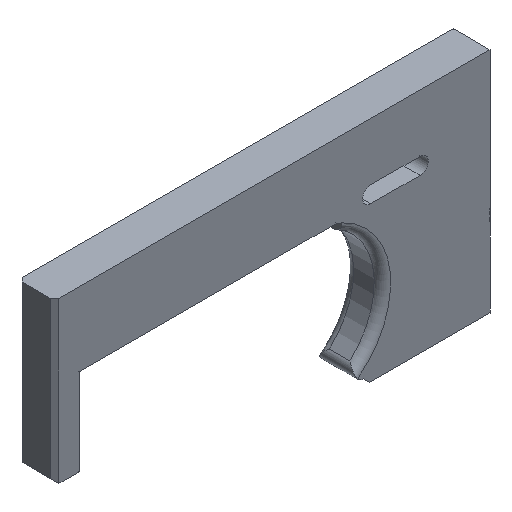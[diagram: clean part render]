
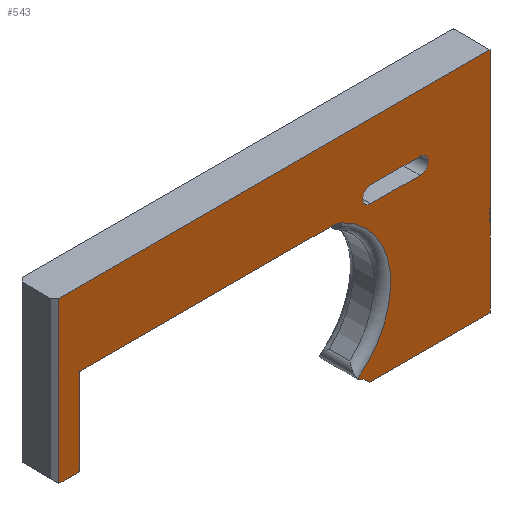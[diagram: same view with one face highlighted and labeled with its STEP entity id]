
A CAD part, isometric view. The second image highlights one B-rep face of the part: STEP entity #543.
In plain terms, the highlighted planar face has unit normal (0, -1, 0).
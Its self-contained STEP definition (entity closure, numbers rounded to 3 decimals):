
#29=FACE_BOUND('',#90,.T.);
#35=CIRCLE('',#595,20.434);
#36=CIRCLE('',#596,20.434);
#37=CIRCLE('',#597,2.);
#38=CIRCLE('',#598,2.);
#39=CIRCLE('',#599,2.);
#56=FACE_OUTER_BOUND('',#89,.T.);
#89=EDGE_LOOP('',(#409,#410,#411,#412,#413,#414,#415,#416,#417,#418,#419,
#420,#421));
#90=EDGE_LOOP('',(#422,#423,#424,#425));
#115=LINE('',#793,#173);
#118=LINE('',#799,#176);
#135=LINE('',#833,#193);
#145=LINE('',#863,#203);
#147=LINE('',#867,#205);
#148=LINE('',#869,#206);
#149=LINE('',#871,#207);
#150=LINE('',#878,#208);
#151=LINE('',#880,#209);
#152=LINE('',#881,#210);
#153=LINE('',#884,#211);
#154=LINE('',#888,#212);
#173=VECTOR('',#634,10.);
#176=VECTOR('',#639,10.);
#193=VECTOR('',#668,10.);
#203=VECTOR('',#692,10.);
#205=VECTOR('',#696,10.);
#206=VECTOR('',#697,10.);
#207=VECTOR('',#698,10.);
#208=VECTOR('',#705,10.);
#209=VECTOR('',#706,10.);
#210=VECTOR('',#707,10.);
#211=VECTOR('',#708,10.);
#212=VECTOR('',#711,10.);
#231=VERTEX_POINT('',#790);
#232=VERTEX_POINT('',#792);
#234=VERTEX_POINT('',#798);
#243=VERTEX_POINT('',#825);
#245=VERTEX_POINT('',#831);
#258=VERTEX_POINT('',#862);
#259=VERTEX_POINT('',#866);
#260=VERTEX_POINT('',#868);
#261=VERTEX_POINT('',#870);
#262=VERTEX_POINT('',#872);
#263=VERTEX_POINT('',#874);
#264=VERTEX_POINT('',#876);
#265=VERTEX_POINT('',#879);
#266=VERTEX_POINT('',#882);
#267=VERTEX_POINT('',#883);
#268=VERTEX_POINT('',#885);
#269=VERTEX_POINT('',#887);
#279=EDGE_CURVE('',#231,#232,#115,.T.);
#282=EDGE_CURVE('',#234,#231,#118,.T.);
#299=EDGE_CURVE('',#245,#243,#135,.T.);
#314=EDGE_CURVE('',#258,#243,#145,.T.);
#316=EDGE_CURVE('',#259,#234,#147,.T.);
#317=EDGE_CURVE('',#260,#259,#148,.T.);
#318=EDGE_CURVE('',#261,#260,#149,.T.);
#319=EDGE_CURVE('',#262,#261,#35,.T.);
#320=EDGE_CURVE('',#263,#262,#36,.T.);
#321=EDGE_CURVE('',#264,#263,#37,.T.);
#322=EDGE_CURVE('',#258,#264,#150,.T.);
#323=EDGE_CURVE('',#265,#245,#151,.T.);
#324=EDGE_CURVE('',#232,#265,#152,.T.);
#325=EDGE_CURVE('',#266,#267,#153,.T.);
#326=EDGE_CURVE('',#267,#268,#38,.T.);
#327=EDGE_CURVE('',#268,#269,#154,.T.);
#328=EDGE_CURVE('',#269,#266,#39,.T.);
#409=ORIENTED_EDGE('',*,*,#282,.F.);
#410=ORIENTED_EDGE('',*,*,#316,.F.);
#411=ORIENTED_EDGE('',*,*,#317,.F.);
#412=ORIENTED_EDGE('',*,*,#318,.F.);
#413=ORIENTED_EDGE('',*,*,#319,.F.);
#414=ORIENTED_EDGE('',*,*,#320,.F.);
#415=ORIENTED_EDGE('',*,*,#321,.F.);
#416=ORIENTED_EDGE('',*,*,#322,.F.);
#417=ORIENTED_EDGE('',*,*,#314,.T.);
#418=ORIENTED_EDGE('',*,*,#299,.F.);
#419=ORIENTED_EDGE('',*,*,#323,.F.);
#420=ORIENTED_EDGE('',*,*,#324,.F.);
#421=ORIENTED_EDGE('',*,*,#279,.F.);
#422=ORIENTED_EDGE('',*,*,#325,.T.);
#423=ORIENTED_EDGE('',*,*,#326,.T.);
#424=ORIENTED_EDGE('',*,*,#327,.T.);
#425=ORIENTED_EDGE('',*,*,#328,.T.);
#520=PLANE('',#594);
#543=ADVANCED_FACE('',(#56,#29),#520,.F.);
#594=AXIS2_PLACEMENT_3D('',#865,#694,#695);
#595=AXIS2_PLACEMENT_3D('',#873,#699,#700);
#596=AXIS2_PLACEMENT_3D('',#875,#701,#702);
#597=AXIS2_PLACEMENT_3D('',#877,#703,#704);
#598=AXIS2_PLACEMENT_3D('',#886,#709,#710);
#599=AXIS2_PLACEMENT_3D('',#889,#712,#713);
#634=DIRECTION('',(1.,0.,0.));
#639=DIRECTION('',(0.,0.,1.));
#668=DIRECTION('',(0.,0.,-1.));
#692=DIRECTION('',(1.,0.,0.));
#694=DIRECTION('center_axis',(0.,1.,0.));
#695=DIRECTION('ref_axis',(1.,0.,0.));
#696=DIRECTION('',(-1.,0.,0.));
#697=DIRECTION('',(0.,0.,-1.));
#698=DIRECTION('',(-1.,0.,0.));
#699=DIRECTION('center_axis',(0.,-1.,0.));
#700=DIRECTION('ref_axis',(1.,0.,0.));
#701=DIRECTION('center_axis',(0.,-1.,0.));
#702=DIRECTION('ref_axis',(1.,0.,0.));
#703=DIRECTION('center_axis',(0.,1.,0.));
#704=DIRECTION('ref_axis',(-0.931,0.,-0.365));
#705=DIRECTION('',(-0.707,0.,0.707));
#706=DIRECTION('',(0.,0.,-1.));
#707=DIRECTION('',(0.,0.,-1.));
#708=DIRECTION('',(-1.,0.,0.));
#709=DIRECTION('center_axis',(0.,1.,0.));
#710=DIRECTION('ref_axis',(0.,0.,-1.));
#711=DIRECTION('',(1.,0.,0.));
#712=DIRECTION('center_axis',(0.,1.,0.));
#713=DIRECTION('ref_axis',(0.,0.,1.));
#790=CARTESIAN_POINT('',(-3.806,-4.5,-3.959));
#792=CARTESIAN_POINT('',(101.194,-4.5,-3.959));
#793=CARTESIAN_POINT('',(-2.806,-4.5,-3.959));
#798=CARTESIAN_POINT('',(-3.806,-4.5,-42.959));
#799=CARTESIAN_POINT('',(-3.806,-4.5,-15.959));
#825=CARTESIAN_POINT('',(101.194,-4.5,-59.5));
#831=CARTESIAN_POINT('',(101.194,-4.5,-51.081));
#833=CARTESIAN_POINT('',(101.194,-4.5,-45.895));
#862=CARTESIAN_POINT('',(71.942,-4.5,-59.5));
#863=CARTESIAN_POINT('',(101.194,-4.5,-59.5));
#865=CARTESIAN_POINT('Origin',(77.194,-4.5,-36.5));
#866=CARTESIAN_POINT('',(1.194,-4.5,-42.959));
#867=CARTESIAN_POINT('',(-2.806,-4.5,-42.959));
#868=CARTESIAN_POINT('',(1.194,-4.5,-21.85));
#869=CARTESIAN_POINT('',(1.194,-4.5,-42.959));
#870=CARTESIAN_POINT('',(63.694,-4.5,-21.85));
#871=CARTESIAN_POINT('',(63.694,-4.5,-21.85));
#872=CARTESIAN_POINT('',(65.163,-4.5,-22.463));
#873=CARTESIAN_POINT('Origin',(56.566,-4.5,-41.));
#874=CARTESIAN_POINT('',(68.909,-4.5,-57.285));
#875=CARTESIAN_POINT('Origin',(56.566,-4.5,-41.));
#876=CARTESIAN_POINT('',(70.442,-4.5,-58.));
#877=CARTESIAN_POINT('Origin',(70.442,-4.5,-56.));
#878=CARTESIAN_POINT('',(67.13,-4.5,-54.688));
#879=CARTESIAN_POINT('',(101.194,-4.5,-39.));
#880=CARTESIAN_POINT('',(101.194,-4.5,-15.));
#881=CARTESIAN_POINT('',(101.194,-4.5,-15.));
#882=CARTESIAN_POINT('',(84.163,-4.5,-21.919));
#883=CARTESIAN_POINT('',(72.163,-4.5,-21.919));
#884=CARTESIAN_POINT('',(74.679,-4.5,-21.919));
#885=CARTESIAN_POINT('',(72.163,-4.5,-17.919));
#886=CARTESIAN_POINT('Origin',(72.163,-4.5,-19.919));
#887=CARTESIAN_POINT('',(84.163,-4.5,-17.919));
#888=CARTESIAN_POINT('',(80.679,-4.5,-17.919));
#889=CARTESIAN_POINT('Origin',(84.163,-4.5,-19.919));
